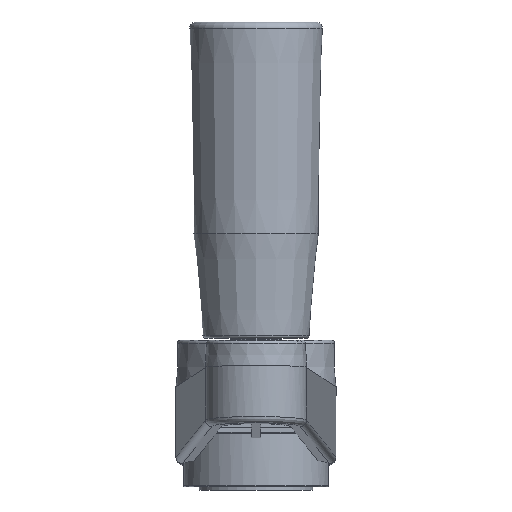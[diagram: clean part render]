
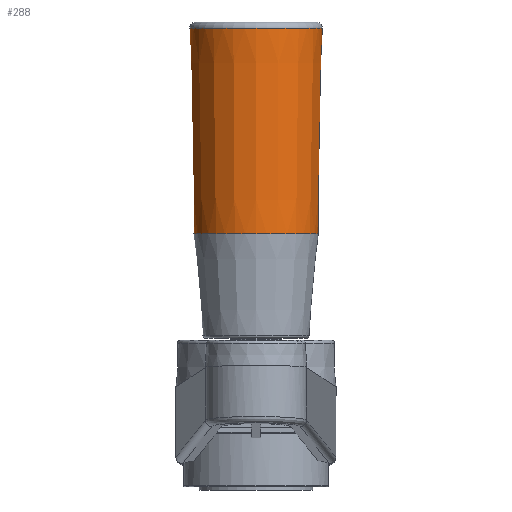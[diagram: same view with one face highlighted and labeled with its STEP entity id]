
A CAD part, left-side view. The second image highlights one B-rep face of the part: STEP entity #288.
In plain terms, the highlighted conical face has half-angle 1.112 degrees and reference radius 9.85 mm.
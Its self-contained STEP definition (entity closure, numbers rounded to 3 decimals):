
#288 = ADVANCED_FACE( '', ( #698, #699 ), #700, .T. );
#698 = FACE_OUTER_BOUND( '', #1260, .T. );
#699 = FACE_BOUND( '', #1261, .T. );
#700 = CONICAL_SURFACE( '', #1262, 9.85, 0.019 );
#1260 = EDGE_LOOP( '', ( #2571 ) );
#1261 = EDGE_LOOP( '', ( #2572 ) );
#1262 = AXIS2_PLACEMENT_3D( '', #2573, #2574, #2575 );
#2571 = ORIENTED_EDGE( '', *, *, #3759, .T. );
#2572 = ORIENTED_EDGE( '', *, *, #3751, .T. );
#2573 = CARTESIAN_POINT( '', ( -66.35, 0., 39.98 ) );
#2574 = DIRECTION( '', ( 0., 0., 1. ) );
#2575 = DIRECTION( '', ( 1., 0., 0. ) );
#3751 = EDGE_CURVE( '', #4423, #4423, #4424, .T. );
#3759 = EDGE_CURVE( '', #4435, #4435, #4436, .T. );
#4423 = VERTEX_POINT( '', #5352 );
#4424 = CIRCLE( '', #5353, 9.85 );
#4435 = VERTEX_POINT( '', #5367 );
#4436 = CIRCLE( '', #5368, 10.48 );
#5352 = CARTESIAN_POINT( '', ( -56.5, 0., 39.98 ) );
#5353 = AXIS2_PLACEMENT_3D( '', #6147, #6148, #6149 );
#5367 = CARTESIAN_POINT( '', ( -76.83, 0., 72.461 ) );
#5368 = AXIS2_PLACEMENT_3D( '', #6156, #6157, #6158 );
#6147 = CARTESIAN_POINT( '', ( -66.35, 0., 39.98 ) );
#6148 = DIRECTION( '', ( 0., 0., 1. ) );
#6149 = DIRECTION( '', ( 1., 0., 0. ) );
#6156 = CARTESIAN_POINT( '', ( -66.35, 0., 72.461 ) );
#6157 = DIRECTION( '', ( 0., 0., -1. ) );
#6158 = DIRECTION( '', ( -1., 0., 0. ) );
